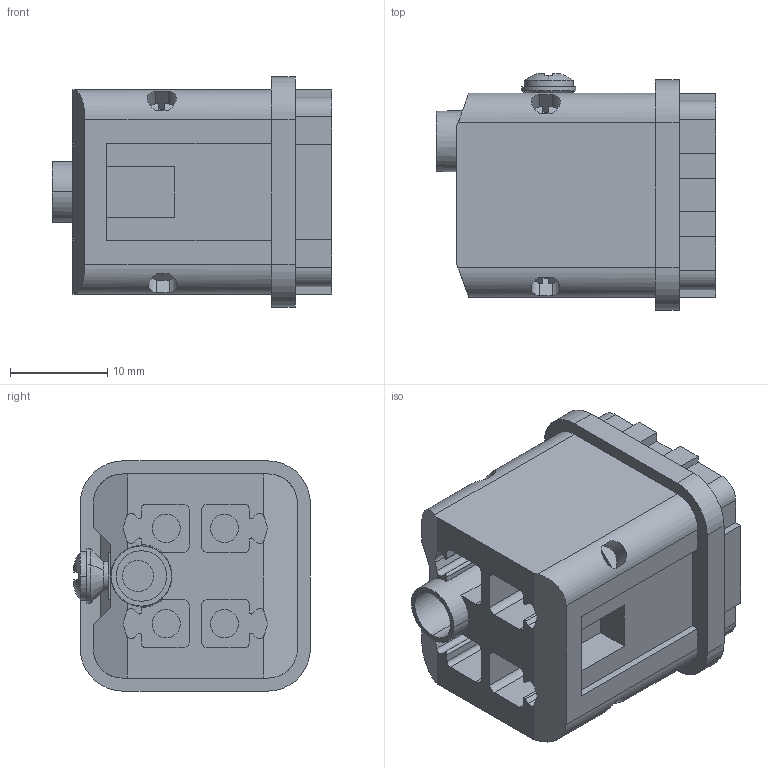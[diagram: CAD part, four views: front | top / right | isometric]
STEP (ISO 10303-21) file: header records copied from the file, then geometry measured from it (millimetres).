
FILE_DESCRIPTION(('SolidDesigner STEP Export'),'2;1');
FILE_NAME('1585236_HC_A04_I_UT_M-select.stp','2014-12-18T 8:30:58',(''),(''),'Creo Elements/Direct Modeling STEP processor for AP214 (Solid Model)','Creo Elements/Direct Modeling 18.1B 29-Sep-2012 (C) Parametric Technology GmbH','');
FILE_SCHEMA(('AUTOMOTIVE_DESIGN { 1 0 10303 214 1 1 1 1 }'));
Length unit declared in the file: millimetre
Products named in the file (2): 1585236_HC_A04_I_UT_M-select
Assembly tree (1 placements, depth 2):
  1585236_HC_A04_I_UT_M-select
    1585236_HC_A04_I_UT_M-select
Bounding box: 28.8 x 24.38 x 23.7 mm (x, y, z)
Volume: 6935.1 mm3; surface area: 5721.3 mm2
Topology: 1 solids, 1 shells, 308 faces, 865 edges, 580 vertices
Faces by surface type: plane 198, cylinder 96, extrusion 8, cone 4, sphere 2
Entity records: 13279 total; most frequent: CARTESIAN_POINT 2904, ORIENTED_EDGE 1730, DIRECTION 1539, EDGE_CURVE 865, VERTEX_POINT 580, VECTOR 577, LINE 569, AXIS2_PLACEMENT_3D 481
